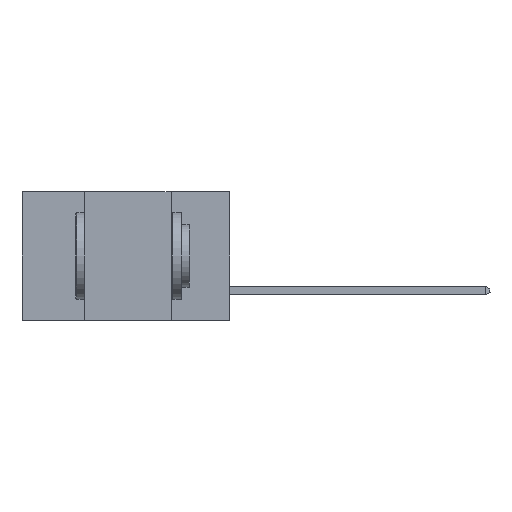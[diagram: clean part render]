
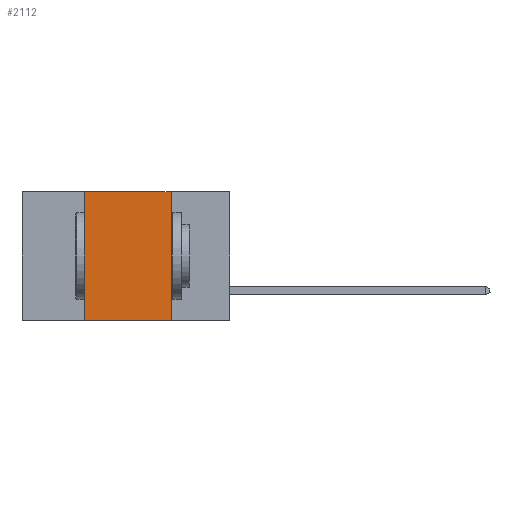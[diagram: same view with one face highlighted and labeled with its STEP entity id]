
A CAD part, left-side view. The second image highlights one B-rep face of the part: STEP entity #2112.
In plain terms, the highlighted planar face has unit normal (-1, 0, 0).
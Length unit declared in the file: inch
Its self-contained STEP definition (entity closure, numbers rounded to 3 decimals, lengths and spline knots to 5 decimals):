
#289 = EDGE_CURVE ( 'NONE', #6895, #6765, #10138, .T. ) ;
#296 = CARTESIAN_POINT ( 'NONE',  ( 0., 0.17, 0. ) ) ;
#300 = FACE_OUTER_BOUND ( 'NONE', #7606, .T. ) ;
#474 = CARTESIAN_POINT ( 'NONE',  ( 0., 0.6, -0.37 ) ) ;
#576 = EDGE_CURVE ( 'NONE', #8703, #6614, #3143, .T. ) ;
#829 = ORIENTED_EDGE ( 'NONE', *, *, #2736, .T. ) ;
#1060 = CARTESIAN_POINT ( 'NONE',  ( 0., 0.17, -0.37 ) ) ;
#1290 = VECTOR ( 'NONE', #8562, 39.37008 ) ;
#1499 = VECTOR ( 'NONE', #3459, 39.37008 ) ;
#1922 = VECTOR ( 'NONE', #3487, 39.37008 ) ;
#2112 = ADVANCED_FACE ( 'NONE', ( #300 ), #8588, .F. ) ;
#2253 = VECTOR ( 'NONE', #3870, 39.37008 ) ;
#2630 = CARTESIAN_POINT ( 'NONE',  ( 0., 0.42, -0.37 ) ) ;
#2736 = EDGE_CURVE ( 'NONE', #8703, #6765, #3713, .T. ) ;
#3083 = EDGE_CURVE ( 'NONE', #6614, #6895, #5218, .T. ) ;
#3143 = LINE ( 'NONE', #4652, #2253 ) ;
#3459 = DIRECTION ( 'NONE',  ( 0., 0., -1. ) ) ;
#3487 = DIRECTION ( 'NONE',  ( 0., -1., 0. ) ) ;
#3611 = CARTESIAN_POINT ( 'NONE',  ( 0., 0.17, 0. ) ) ;
#3713 = LINE ( 'NONE', #474, #1290 ) ;
#3817 = ORIENTED_EDGE ( 'NONE', *, *, #289, .F. ) ;
#3870 = DIRECTION ( 'NONE',  ( 0., 0., 1. ) ) ;
#4008 = AXIS2_PLACEMENT_3D ( 'NONE', #4572, #7926, #5400 ) ;
#4572 = CARTESIAN_POINT ( 'NONE',  ( 0., 0.6, 0. ) ) ;
#4652 = CARTESIAN_POINT ( 'NONE',  ( 0., 0.42, 0. ) ) ;
#4816 = ORIENTED_EDGE ( 'NONE', *, *, #3083, .F. ) ;
#4978 = CARTESIAN_POINT ( 'NONE',  ( 0., 0.6, 0. ) ) ;
#5218 = LINE ( 'NONE', #4978, #1922 ) ;
#5400 = DIRECTION ( 'NONE',  ( 0., 0., -1. ) ) ;
#6614 = VERTEX_POINT ( 'NONE', #8806 ) ;
#6765 = VERTEX_POINT ( 'NONE', #1060 ) ;
#6895 = VERTEX_POINT ( 'NONE', #3611 ) ;
#7606 = EDGE_LOOP ( 'NONE', ( #3817, #4816, #9059, #829 ) ) ;
#7926 = DIRECTION ( 'NONE',  ( 1., 0., 0. ) ) ;
#8562 = DIRECTION ( 'NONE',  ( 0., -1., 0. ) ) ;
#8588 = PLANE ( 'NONE',  #4008 ) ;
#8703 = VERTEX_POINT ( 'NONE', #2630 ) ;
#8806 = CARTESIAN_POINT ( 'NONE',  ( 0., 0.42, 0. ) ) ;
#9059 = ORIENTED_EDGE ( 'NONE', *, *, #576, .F. ) ;
#10138 = LINE ( 'NONE', #296, #1499 ) ;
